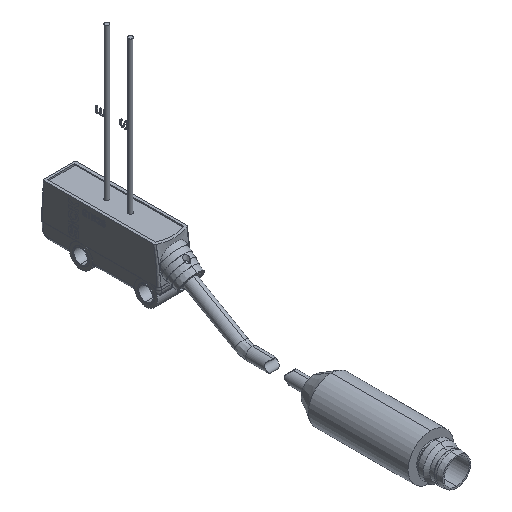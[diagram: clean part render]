
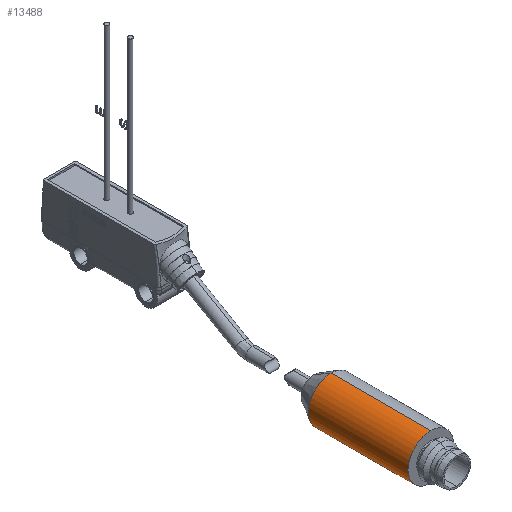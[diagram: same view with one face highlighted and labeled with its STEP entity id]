
A CAD part, isometric view. The second image highlights one B-rep face of the part: STEP entity #13488.
In plain terms, the highlighted cylindrical face has radius 5.25 mm (diameter 10.5 mm), a partial arc.
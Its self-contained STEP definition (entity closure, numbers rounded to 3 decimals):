
#1205 = ORIENTED_EDGE ( 'NONE', *, *, #21969, .T. ) ;
#1933 = EDGE_LOOP ( 'NONE', ( #1205, #14393, #5625, #8122 ) ) ;
#3112 = DIRECTION ( 'NONE',  ( 0., -1., 0. ) ) ;
#3659 = CARTESIAN_POINT ( 'NONE',  ( 0., -34.044, -11.962 ) ) ;
#3795 = AXIS2_PLACEMENT_3D ( 'NONE', #16537, #3112, #18803 ) ;
#5625 = ORIENTED_EDGE ( 'NONE', *, *, #18787, .T. ) ;
#5745 = CARTESIAN_POINT ( 'NONE',  ( 0., -34.044, -1.462 ) ) ;
#6737 = DIRECTION ( 'NONE',  ( 0., -1., 0. ) ) ;
#6980 = DIRECTION ( 'NONE',  ( 0., -1., 0. ) ) ;
#7603 = DIRECTION ( 'NONE',  ( 0., 1., 0. ) ) ;
#8122 = ORIENTED_EDGE ( 'NONE', *, *, #17087, .F. ) ;
#8238 = FACE_OUTER_BOUND ( 'NONE', #1933, .T. ) ;
#8653 = AXIS2_PLACEMENT_3D ( 'NONE', #13404, #6737, #15749 ) ;
#9024 = CARTESIAN_POINT ( 'NONE',  ( 0., -57.044, -1.462 ) ) ;
#10049 = VECTOR ( 'NONE', #6980, 1000. ) ;
#10428 = DIRECTION ( 'NONE',  ( 0., -1., 0. ) ) ;
#12096 = CARTESIAN_POINT ( 'NONE',  ( 0., -57.044, -11.962 ) ) ;
#13404 = CARTESIAN_POINT ( 'NONE',  ( 0., -33.814, -6.712 ) ) ;
#13488 = ADVANCED_FACE ( 'NONE', ( #8238 ), #16642, .T. ) ;
#13672 = AXIS2_PLACEMENT_3D ( 'NONE', #21043, #7603, #23349 ) ;
#14176 = VERTEX_POINT ( 'NONE', #12096 ) ;
#14393 = ORIENTED_EDGE ( 'NONE', *, *, #25169, .T. ) ;
#14807 = CIRCLE ( 'NONE', #13672, 5.25 ) ;
#15749 = DIRECTION ( 'NONE',  ( 0., 0., -1. ) ) ;
#16537 = CARTESIAN_POINT ( 'NONE',  ( 0., -34.044, -6.712 ) ) ;
#16642 = CYLINDRICAL_SURFACE ( 'NONE', #8653, 5.25 ) ;
#16995 = CIRCLE ( 'NONE', #3795, 5.25 ) ;
#17087 = EDGE_CURVE ( 'NONE', #24153, #14176, #27285, .T. ) ;
#17359 = LINE ( 'NONE', #26172, #23391 ) ;
#18143 = CARTESIAN_POINT ( 'NONE',  ( 0., -33.814, -11.962 ) ) ;
#18787 = EDGE_CURVE ( 'NONE', #22821, #14176, #14807, .T. ) ;
#18803 = DIRECTION ( 'NONE',  ( 0., 0., -1. ) ) ;
#21043 = CARTESIAN_POINT ( 'NONE',  ( 0., -57.044, -6.712 ) ) ;
#21969 = EDGE_CURVE ( 'NONE', #24153, #27380, #16995, .T. ) ;
#22821 = VERTEX_POINT ( 'NONE', #9024 ) ;
#23349 = DIRECTION ( 'NONE',  ( 0., 0., -1. ) ) ;
#23391 = VECTOR ( 'NONE', #10428, 1000. ) ;
#24153 = VERTEX_POINT ( 'NONE', #3659 ) ;
#25169 = EDGE_CURVE ( 'NONE', #27380, #22821, #17359, .T. ) ;
#26172 = CARTESIAN_POINT ( 'NONE',  ( 0., -33.814, -1.462 ) ) ;
#27285 = LINE ( 'NONE', #18143, #10049 ) ;
#27380 = VERTEX_POINT ( 'NONE', #5745 ) ;
